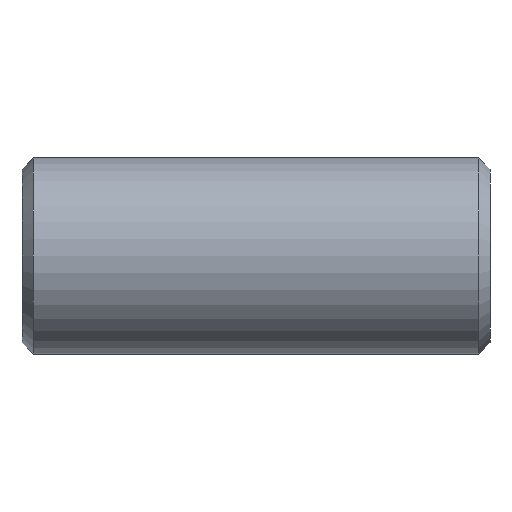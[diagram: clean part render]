
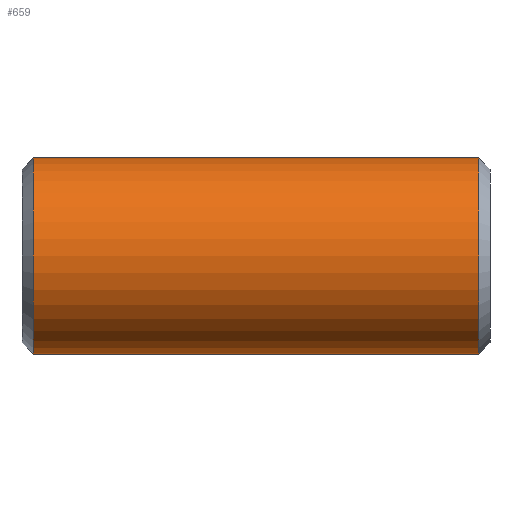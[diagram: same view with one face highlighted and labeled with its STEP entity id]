
A CAD part, front view. The second image highlights one B-rep face of the part: STEP entity #659.
In plain terms, the highlighted cylindrical face has radius 10.668 mm (diameter 21.336 mm), a partial arc.
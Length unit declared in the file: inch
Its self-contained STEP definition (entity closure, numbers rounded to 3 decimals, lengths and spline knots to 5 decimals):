
#32 = DIRECTION ( 'NONE',  ( -1., 0., 0. ) ) ;
#34 = FACE_OUTER_BOUND ( 'NONE', #430, .T. ) ;
#42 = DIRECTION ( 'NONE',  ( -1., 0., 0. ) ) ;
#57 = VERTEX_POINT ( 'NONE', #445 ) ;
#64 = VERTEX_POINT ( 'NONE', #678 ) ;
#70 = VERTEX_POINT ( 'NONE', #292 ) ;
#99 = CARTESIAN_POINT ( 'NONE',  ( 1., 0., 0.42 ) ) ;
#107 = ORIENTED_EDGE ( 'NONE', *, *, #428, .T. ) ;
#109 = ORIENTED_EDGE ( 'NONE', *, *, #130, .T. ) ;
#130 = EDGE_CURVE ( 'NONE', #216, #64, #536, .T. ) ;
#148 = CYLINDRICAL_SURFACE ( 'NONE', #435, 0.42 ) ;
#159 = EDGE_CURVE ( 'NONE', #64, #57, #356, .T. ) ;
#177 = CIRCLE ( 'NONE', #200, 0.42 ) ;
#199 = DIRECTION ( 'NONE',  ( 0., 0., 1. ) ) ;
#200 = AXIS2_PLACEMENT_3D ( 'NONE', #676, #32, #680 ) ;
#215 = DIRECTION ( 'NONE',  ( -1., 0., 0. ) ) ;
#216 = VERTEX_POINT ( 'NONE', #420 ) ;
#252 = DIRECTION ( 'NONE',  ( 1., 0., 0. ) ) ;
#281 = ORIENTED_EDGE ( 'NONE', *, *, #159, .T. ) ;
#292 = CARTESIAN_POINT ( 'NONE',  ( 0.951, 0., -0.42 ) ) ;
#356 = CIRCLE ( 'NONE', #379, 0.42 ) ;
#363 = DIRECTION ( 'NONE',  ( 0., 0., 1. ) ) ;
#379 = AXIS2_PLACEMENT_3D ( 'NONE', #525, #252, #363 ) ;
#381 = VECTOR ( 'NONE', #424, 39.37008 ) ;
#420 = CARTESIAN_POINT ( 'NONE',  ( 0.951, 0., 0.42 ) ) ;
#424 = DIRECTION ( 'NONE',  ( -1., 0., 0. ) ) ;
#427 = CARTESIAN_POINT ( 'NONE',  ( 1., 0., -0.42 ) ) ;
#428 = EDGE_CURVE ( 'NONE', #70, #216, #177, .T. ) ;
#430 = EDGE_LOOP ( 'NONE', ( #533, #107, #109, #281 ) ) ;
#435 = AXIS2_PLACEMENT_3D ( 'NONE', #518, #42, #199 ) ;
#445 = CARTESIAN_POINT ( 'NONE',  ( -0.951, 0., -0.42 ) ) ;
#518 = CARTESIAN_POINT ( 'NONE',  ( 1., 0., 0. ) ) ;
#525 = CARTESIAN_POINT ( 'NONE',  ( -0.951, 0., 0. ) ) ;
#533 = ORIENTED_EDGE ( 'NONE', *, *, #683, .F. ) ;
#536 = LINE ( 'NONE', #99, #539 ) ;
#539 = VECTOR ( 'NONE', #215, 39.37008 ) ;
#540 = LINE ( 'NONE', #427, #381 ) ;
#659 = ADVANCED_FACE ( 'NONE', ( #34 ), #148, .T. ) ;
#676 = CARTESIAN_POINT ( 'NONE',  ( 0.951, 0., 0. ) ) ;
#678 = CARTESIAN_POINT ( 'NONE',  ( -0.951, 0., 0.42 ) ) ;
#680 = DIRECTION ( 'NONE',  ( 0., 0., -1. ) ) ;
#683 = EDGE_CURVE ( 'NONE', #70, #57, #540, .T. ) ;
